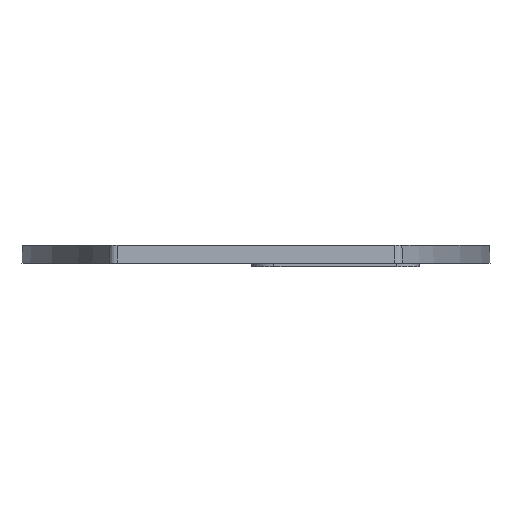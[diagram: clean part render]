
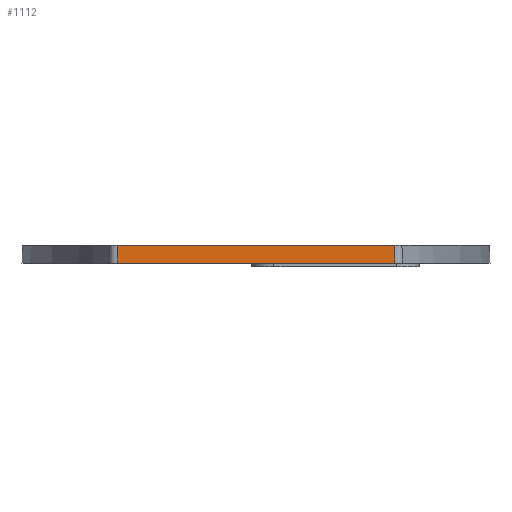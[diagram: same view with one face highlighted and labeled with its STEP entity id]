
A CAD part, left-side view. The second image highlights one B-rep face of the part: STEP entity #1112.
In plain terms, the highlighted planar face has unit normal (-1, 0, 0.026).
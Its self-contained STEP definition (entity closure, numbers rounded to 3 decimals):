
#2 = CARTESIAN_POINT ( 'NONE',  ( -48.816, -15.47, -65. ) ) ;
#106 = VERTEX_POINT ( 'NONE', #1443 ) ;
#204 = ORIENTED_EDGE ( 'NONE', *, *, #654, .T. ) ;
#267 = AXIS2_PLACEMENT_3D ( 'NONE', #2440, #1139, #2919 ) ;
#304 = LINE ( 'NONE', #2, #2963 ) ;
#353 = CARTESIAN_POINT ( 'NONE',  ( -48.764, 16.006, -63. ) ) ;
#388 = ORIENTED_EDGE ( 'NONE', *, *, #2006, .T. ) ;
#508 = LINE ( 'NONE', #353, #1815 ) ;
#603 = CARTESIAN_POINT ( 'NONE',  ( -48.764, 15.47, -63. ) ) ;
#638 = PLANE ( 'NONE',  #267 ) ;
#654 = EDGE_CURVE ( 'NONE', #2298, #657, #1584, .T. ) ;
#657 = VERTEX_POINT ( 'NONE', #2330 ) ;
#815 = CARTESIAN_POINT ( 'NONE',  ( -48.816, -15.47, -65. ) ) ;
#939 = DIRECTION ( 'NONE',  ( 0., -1., 0. ) ) ;
#1112 = ADVANCED_FACE ( 'NONE', ( #3159 ), #638, .T. ) ;
#1139 = DIRECTION ( 'NONE',  ( -1., 0., 0.026 ) ) ;
#1182 = CARTESIAN_POINT ( 'NONE',  ( -48.816, 16.006, -65. ) ) ;
#1298 = EDGE_CURVE ( 'NONE', #2456, #106, #304, .T. ) ;
#1368 = VECTOR ( 'NONE', #939, 1000. ) ;
#1443 = CARTESIAN_POINT ( 'NONE',  ( -48.764, -15.47, -63. ) ) ;
#1584 = LINE ( 'NONE', #2767, #2784 ) ;
#1690 = DIRECTION ( 'NONE',  ( 0., -1., 0. ) ) ;
#1750 = EDGE_CURVE ( 'NONE', #2298, #106, #508, .T. ) ;
#1815 = VECTOR ( 'NONE', #1690, 1000. ) ;
#2006 = EDGE_CURVE ( 'NONE', #657, #2456, #2168, .T. ) ;
#2070 = DIRECTION ( 'NONE',  ( 0.026, 0., 1. ) ) ;
#2168 = LINE ( 'NONE', #1182, #1368 ) ;
#2298 = VERTEX_POINT ( 'NONE', #603 ) ;
#2330 = CARTESIAN_POINT ( 'NONE',  ( -48.816, 15.47, -65. ) ) ;
#2440 = CARTESIAN_POINT ( 'NONE',  ( -48.816, 16.006, -65. ) ) ;
#2456 = VERTEX_POINT ( 'NONE', #815 ) ;
#2570 = ORIENTED_EDGE ( 'NONE', *, *, #1298, .T. ) ;
#2660 = EDGE_LOOP ( 'NONE', ( #388, #2570, #3041, #204 ) ) ;
#2767 = CARTESIAN_POINT ( 'NONE',  ( -48.816, 15.47, -65. ) ) ;
#2784 = VECTOR ( 'NONE', #2802, 1000. ) ;
#2802 = DIRECTION ( 'NONE',  ( -0.026, 0., -1. ) ) ;
#2919 = DIRECTION ( 'NONE',  ( 0.026, 0., 1. ) ) ;
#2963 = VECTOR ( 'NONE', #2070, 1000. ) ;
#3041 = ORIENTED_EDGE ( 'NONE', *, *, #1750, .F. ) ;
#3159 = FACE_OUTER_BOUND ( 'NONE', #2660, .T. ) ;
